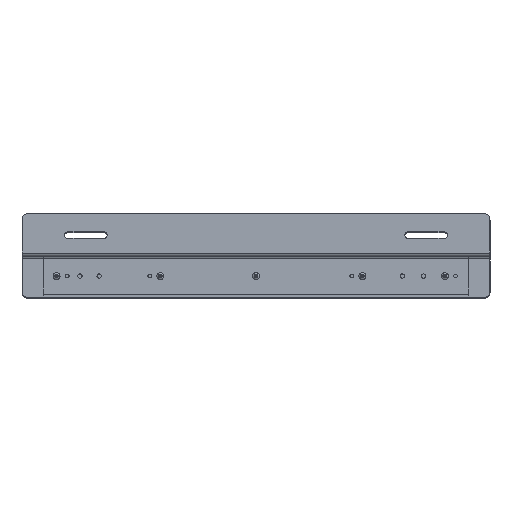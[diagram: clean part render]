
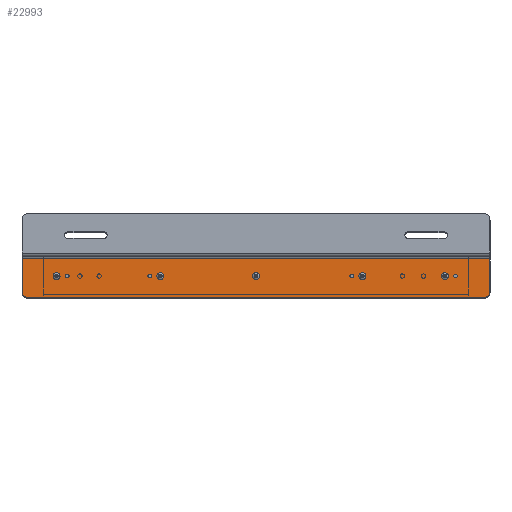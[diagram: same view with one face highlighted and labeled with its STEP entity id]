
A CAD part, top view. The second image highlights one B-rep face of the part: STEP entity #22993.
In plain terms, the highlighted planar face has unit normal (0, 0, 1).
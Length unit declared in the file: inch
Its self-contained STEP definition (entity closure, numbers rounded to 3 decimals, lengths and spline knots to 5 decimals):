
#380 = FACE_BOUND ( 'NONE', #18923, .T. ) ;
#451 = DIRECTION ( 'NONE',  ( -1., 0., 0. ) ) ;
#572 = AXIS2_PLACEMENT_3D ( 'NONE', #30801, #3906, #21013 ) ;
#639 = CARTESIAN_POINT ( 'NONE',  ( 5.914, 1., 21.828 ) ) ;
#758 = DIRECTION ( 'NONE',  ( 0., 0., -1. ) ) ;
#947 = DIRECTION ( 'NONE',  ( 0., 0., 1. ) ) ;
#1047 = EDGE_CURVE ( 'NONE', #23124, #23124, #17645, .T. ) ;
#1608 = EDGE_LOOP ( 'NONE', ( #27689 ) ) ;
#2176 = ORIENTED_EDGE ( 'NONE', *, *, #21517, .F. ) ;
#2482 = FACE_BOUND ( 'NONE', #12308, .T. ) ;
#3206 = ORIENTED_EDGE ( 'NONE', *, *, #26641, .F. ) ;
#3473 = CARTESIAN_POINT ( 'NONE',  ( 6.5, 1., 21.828 ) ) ;
#3474 = CARTESIAN_POINT ( 'NONE',  ( 1.625, 1., 21.828 ) ) ;
#3510 = VERTEX_POINT ( 'NONE', #23634 ) ;
#3738 = AXIS2_PLACEMENT_3D ( 'NONE', #23320, #18318, #10259 ) ;
#3906 = DIRECTION ( 'NONE',  ( 0., 0., 1. ) ) ;
#4266 = ORIENTED_EDGE ( 'NONE', *, *, #10000, .F. ) ;
#4324 = CARTESIAN_POINT ( 'NONE',  ( 15.414, 1., 21.828 ) ) ;
#4598 = DIRECTION ( 'NONE',  ( 0., 0., -1. ) ) ;
#4745 = AXIS2_PLACEMENT_3D ( 'NONE', #17217, #31858, #20112 ) ;
#4755 = DIRECTION ( 'NONE',  ( -1., 0., 0. ) ) ;
#4810 = AXIS2_PLACEMENT_3D ( 'NONE', #13461, #758, #20440 ) ;
#4890 = CARTESIAN_POINT ( 'NONE',  ( 22., 4.46872, 21.828 ) ) ;
#4962 = LINE ( 'NONE', #22073, #14732 ) ;
#5235 = DIRECTION ( 'NONE',  ( 0., 0., 1. ) ) ;
#5467 = CARTESIAN_POINT ( 'NONE',  ( 2.039, 1., 21.828 ) ) ;
#5495 = CARTESIAN_POINT ( 'NONE',  ( 22., 1.842, 21.828 ) ) ;
#5884 = DIRECTION ( 'NONE',  ( 0., 0., 1. ) ) ;
#5953 = EDGE_CURVE ( 'NONE', #23192, #13466, #4962, .T. ) ;
#6040 = DIRECTION ( 'NONE',  ( 0., 0., 1. ) ) ;
#6449 = DIRECTION ( 'NONE',  ( 0., 1., 0. ) ) ;
#6526 = CARTESIAN_POINT ( 'NONE',  ( 20.289, 1., 21.828 ) ) ;
#6849 = CARTESIAN_POINT ( 'NONE',  ( 0.25, 0.25, 21.828 ) ) ;
#7212 = CARTESIAN_POINT ( 'NONE',  ( 19.789, 1., 21.828 ) ) ;
#7619 = FACE_BOUND ( 'NONE', #30536, .T. ) ;
#7657 = CIRCLE ( 'NONE', #25680, 0.086 ) ;
#7818 = CARTESIAN_POINT ( 'NONE',  ( 0., 0.25, 21.828 ) ) ;
#8272 = CIRCLE ( 'NONE', #572, 0.086 ) ;
#8403 = VERTEX_POINT ( 'NONE', #13484 ) ;
#8418 = CIRCLE ( 'NONE', #4810, 0.25 ) ;
#8466 = DIRECTION ( 'NONE',  ( -1., 0., 0. ) ) ;
#9403 = VERTEX_POINT ( 'NONE', #5467 ) ;
#9796 = CARTESIAN_POINT ( 'NONE',  ( 22., 4.46872, 21.828 ) ) ;
#9813 = VERTEX_POINT ( 'NONE', #7212 ) ;
#10000 = EDGE_CURVE ( 'NONE', #9403, #9403, #27386, .T. ) ;
#10238 = ORIENTED_EDGE ( 'NONE', *, *, #28154, .F. ) ;
#10259 = DIRECTION ( 'NONE',  ( -1., 0., 0. ) ) ;
#10327 = EDGE_CURVE ( 'NONE', #29040, #29040, #21243, .T. ) ;
#10385 = EDGE_LOOP ( 'NONE', ( #28474 ) ) ;
#10680 = CARTESIAN_POINT ( 'NONE',  ( 0.25, 0., 21.828 ) ) ;
#10790 = VERTEX_POINT ( 'NONE', #5495 ) ;
#11397 = CIRCLE ( 'NONE', #17562, 0.25 ) ;
#11710 = AXIS2_PLACEMENT_3D ( 'NONE', #4890, #24876, #12776 ) ;
#11811 = AXIS2_PLACEMENT_3D ( 'NONE', #29607, #17360, #15093 ) ;
#12308 = EDGE_LOOP ( 'NONE', ( #2176 ) ) ;
#12776 = DIRECTION ( 'NONE',  ( -1., 0., 0. ) ) ;
#13130 = ORIENTED_EDGE ( 'NONE', *, *, #27058, .F. ) ;
#13336 = ORIENTED_EDGE ( 'NONE', *, *, #31731, .F. ) ;
#13461 = CARTESIAN_POINT ( 'NONE',  ( 21.75, 0.25, 21.828 ) ) ;
#13466 = VERTEX_POINT ( 'NONE', #10680 ) ;
#13484 = CARTESIAN_POINT ( 'NONE',  ( 0., 1.842, 21.828 ) ) ;
#13645 = CARTESIAN_POINT ( 'NONE',  ( 19.875, 1., 21.828 ) ) ;
#13921 = ORIENTED_EDGE ( 'NONE', *, *, #27611, .F. ) ;
#14248 = EDGE_CURVE ( 'NONE', #13466, #25409, #11397, .T. ) ;
#14732 = VECTOR ( 'NONE', #451, 39.37008 ) ;
#14887 = PLANE ( 'NONE',  #11710 ) ;
#15043 = FACE_BOUND ( 'NONE', #16187, .T. ) ;
#15093 = DIRECTION ( 'NONE',  ( -1., 0., 0. ) ) ;
#15206 = FACE_OUTER_BOUND ( 'NONE', #28602, .T. ) ;
#15226 = CARTESIAN_POINT ( 'NONE',  ( 15.914, 1., 21.828 ) ) ;
#15433 = CIRCLE ( 'NONE', #24201, 0.086 ) ;
#15598 = DIRECTION ( 'NONE',  ( 1., 0., 0. ) ) ;
#16187 = EDGE_LOOP ( 'NONE', ( #13921 ) ) ;
#16652 = ORIENTED_EDGE ( 'NONE', *, *, #1047, .F. ) ;
#17155 = FACE_BOUND ( 'NONE', #23094, .T. ) ;
#17217 = CARTESIAN_POINT ( 'NONE',  ( 6., 1., 21.828 ) ) ;
#17360 = DIRECTION ( 'NONE',  ( 0., 0., 1. ) ) ;
#17387 = ORIENTED_EDGE ( 'NONE', *, *, #14248, .F. ) ;
#17403 = ORIENTED_EDGE ( 'NONE', *, *, #5953, .F. ) ;
#17512 = EDGE_CURVE ( 'NONE', #19167, #19167, #24483, .T. ) ;
#17562 = AXIS2_PLACEMENT_3D ( 'NONE', #6849, #4598, #4755 ) ;
#17645 = CIRCLE ( 'NONE', #3738, 0.086 ) ;
#17942 = CARTESIAN_POINT ( 'NONE',  ( 21.75, 0., 21.828 ) ) ;
#18318 = DIRECTION ( 'NONE',  ( 0., 0., 1. ) ) ;
#18482 = DIRECTION ( 'NONE',  ( -1., 0., 0. ) ) ;
#18923 = EDGE_LOOP ( 'NONE', ( #16652 ) ) ;
#19167 = VERTEX_POINT ( 'NONE', #4324 ) ;
#19957 = DIRECTION ( 'NONE',  ( 0., -1., 0. ) ) ;
#20112 = DIRECTION ( 'NONE',  ( -1., 0., 0. ) ) ;
#20219 = FACE_BOUND ( 'NONE', #28278, .T. ) ;
#20422 = DIRECTION ( 'NONE',  ( -1., 0., 0. ) ) ;
#20429 = DIRECTION ( 'NONE',  ( -1., 0., 0. ) ) ;
#20440 = DIRECTION ( 'NONE',  ( -1., 0., 0. ) ) ;
#20603 = CARTESIAN_POINT ( 'NONE',  ( 22., 1.842, 21.828 ) ) ;
#20627 = DIRECTION ( 'NONE',  ( -1., 0., 0. ) ) ;
#20782 = EDGE_CURVE ( 'NONE', #25409, #8403, #30056, .T. ) ;
#21013 = DIRECTION ( 'NONE',  ( -1., 0., 0. ) ) ;
#21224 = CARTESIAN_POINT ( 'NONE',  ( 10.914, 1., 21.828 ) ) ;
#21243 = CIRCLE ( 'NONE', #4745, 0.086 ) ;
#21401 = AXIS2_PLACEMENT_3D ( 'NONE', #25225, #5235, #20422 ) ;
#21417 = ORIENTED_EDGE ( 'NONE', *, *, #21526, .F. ) ;
#21440 = VECTOR ( 'NONE', #15598, 39.37008 ) ;
#21517 = EDGE_CURVE ( 'NONE', #9813, #9813, #21969, .T. ) ;
#21526 = EDGE_CURVE ( 'NONE', #8403, #10790, #30256, .T. ) ;
#21547 = VERTEX_POINT ( 'NONE', #6526 ) ;
#21969 = CIRCLE ( 'NONE', #27595, 0.086 ) ;
#22073 = CARTESIAN_POINT ( 'NONE',  ( 22., 0., 21.828 ) ) ;
#22153 = FACE_BOUND ( 'NONE', #1608, .T. ) ;
#22477 = FACE_BOUND ( 'NONE', #10385, .T. ) ;
#22742 = ORIENTED_EDGE ( 'NONE', *, *, #27081, .F. ) ;
#22993 = ADVANCED_FACE ( 'NONE', ( #15206, #7619, #26974, #22477, #20219, #17155, #22153, #380, #2482, #15043 ), #14887, .F. ) ;
#23094 = EDGE_LOOP ( 'NONE', ( #13130 ) ) ;
#23124 = VERTEX_POINT ( 'NONE', #15226 ) ;
#23192 = VERTEX_POINT ( 'NONE', #17942 ) ;
#23320 = CARTESIAN_POINT ( 'NONE',  ( 16., 1., 21.828 ) ) ;
#23634 = CARTESIAN_POINT ( 'NONE',  ( 22., 0.25, 21.828 ) ) ;
#24180 = CIRCLE ( 'NONE', #11811, 0.086 ) ;
#24201 = AXIS2_PLACEMENT_3D ( 'NONE', #3474, #6040, #20429 ) ;
#24302 = LINE ( 'NONE', #9796, #29400 ) ;
#24342 = EDGE_LOOP ( 'NONE', ( #4266 ) ) ;
#24483 = CIRCLE ( 'NONE', #21401, 0.086 ) ;
#24876 = DIRECTION ( 'NONE',  ( 0., 0., -1. ) ) ;
#25208 = ORIENTED_EDGE ( 'NONE', *, *, #20782, .F. ) ;
#25225 = CARTESIAN_POINT ( 'NONE',  ( 15.5, 1., 21.828 ) ) ;
#25409 = VERTEX_POINT ( 'NONE', #7818 ) ;
#25680 = AXIS2_PLACEMENT_3D ( 'NONE', #3473, #5884, #8466 ) ;
#25751 = CARTESIAN_POINT ( 'NONE',  ( 2.125, 1., 21.828 ) ) ;
#26197 = CARTESIAN_POINT ( 'NONE',  ( 6.414, 1., 21.828 ) ) ;
#26524 = CARTESIAN_POINT ( 'NONE',  ( 1.539, 1., 21.828 ) ) ;
#26641 = EDGE_CURVE ( 'NONE', #30852, #30852, #7657, .T. ) ;
#26974 = FACE_BOUND ( 'NONE', #24342, .T. ) ;
#27058 = EDGE_CURVE ( 'NONE', #28759, #28759, #24180, .T. ) ;
#27081 = EDGE_CURVE ( 'NONE', #28610, #28610, #15433, .T. ) ;
#27386 = CIRCLE ( 'NONE', #27887, 0.086 ) ;
#27441 = VECTOR ( 'NONE', #6449, 39.37008 ) ;
#27595 = AXIS2_PLACEMENT_3D ( 'NONE', #13645, #27980, #18482 ) ;
#27611 = EDGE_CURVE ( 'NONE', #21547, #21547, #8272, .T. ) ;
#27689 = ORIENTED_EDGE ( 'NONE', *, *, #17512, .F. ) ;
#27887 = AXIS2_PLACEMENT_3D ( 'NONE', #25751, #947, #20627 ) ;
#27980 = DIRECTION ( 'NONE',  ( 0., 0., 1. ) ) ;
#28154 = EDGE_CURVE ( 'NONE', #10790, #3510, #24302, .T. ) ;
#28209 = CARTESIAN_POINT ( 'NONE',  ( 0., 4.46872, 21.828 ) ) ;
#28278 = EDGE_LOOP ( 'NONE', ( #3206 ) ) ;
#28474 = ORIENTED_EDGE ( 'NONE', *, *, #10327, .F. ) ;
#28602 = EDGE_LOOP ( 'NONE', ( #25208, #17387, #17403, #13336, #10238, #21417 ) ) ;
#28610 = VERTEX_POINT ( 'NONE', #26524 ) ;
#28759 = VERTEX_POINT ( 'NONE', #21224 ) ;
#29040 = VERTEX_POINT ( 'NONE', #639 ) ;
#29400 = VECTOR ( 'NONE', #19957, 39.37008 ) ;
#29607 = CARTESIAN_POINT ( 'NONE',  ( 11., 1., 21.828 ) ) ;
#30056 = LINE ( 'NONE', #28209, #27441 ) ;
#30256 = LINE ( 'NONE', #20603, #21440 ) ;
#30536 = EDGE_LOOP ( 'NONE', ( #22742 ) ) ;
#30801 = CARTESIAN_POINT ( 'NONE',  ( 20.375, 1., 21.828 ) ) ;
#30852 = VERTEX_POINT ( 'NONE', #26197 ) ;
#31731 = EDGE_CURVE ( 'NONE', #3510, #23192, #8418, .T. ) ;
#31858 = DIRECTION ( 'NONE',  ( 0., 0., 1. ) ) ;
